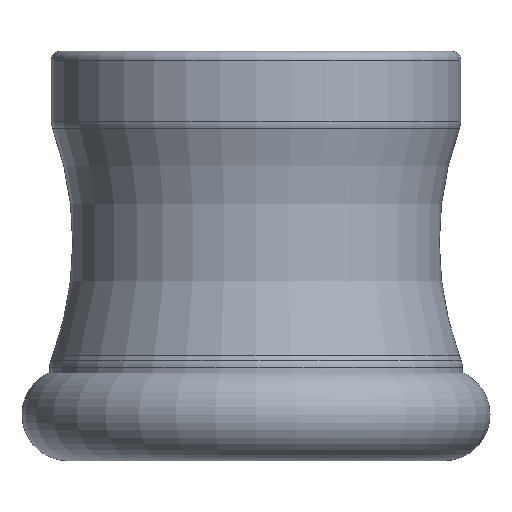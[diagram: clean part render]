
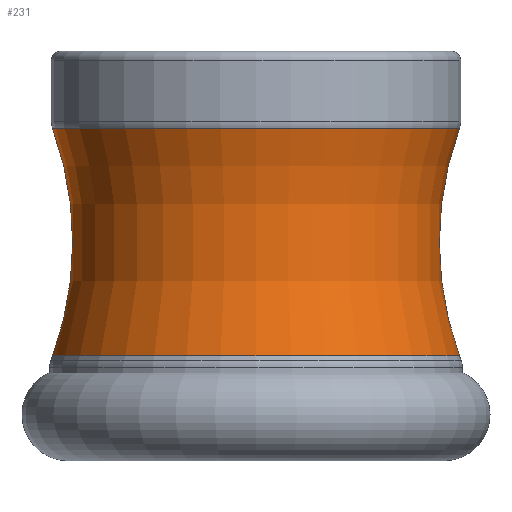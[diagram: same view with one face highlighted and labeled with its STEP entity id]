
A CAD part, front view. The second image highlights one B-rep face of the part: STEP entity #231.
In plain terms, the highlighted toroidal (fillet/blend) face has major radius 55.894 mm and minor radius 35.994 mm.
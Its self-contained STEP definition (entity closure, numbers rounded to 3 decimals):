
#231=ADVANCED_FACE('',(#325),#261,.F.);
#261=TOROIDAL_SURFACE('',#1615,55.894,35.994);
#325=FACE_OUTER_BOUND('',#401,.T.);
#401=EDGE_LOOP('',(#792,#793,#794,#795,#796,#797));
#792=ORIENTED_EDGE('',*,*,#987,.T.);
#793=ORIENTED_EDGE('',*,*,#986,.T.);
#794=ORIENTED_EDGE('',*,*,#995,.T.);
#795=ORIENTED_EDGE('',*,*,#989,.F.);
#796=ORIENTED_EDGE('',*,*,#988,.F.);
#797=ORIENTED_EDGE('',*,*,#982,.T.);
#833=VERTEX_POINT('',#2261);
#834=VERTEX_POINT('',#2262);
#835=VERTEX_POINT('',#2269);
#836=VERTEX_POINT('',#2270);
#837=VERTEX_POINT('',#2273);
#838=VERTEX_POINT('',#2275);
#982=EDGE_CURVE('',#833,#834,#1205,.T.);
#986=EDGE_CURVE('',#835,#836,#1207,.T.);
#987=EDGE_CURVE('',#834,#835,#1208,.T.);
#988=EDGE_CURVE('',#833,#837,#1209,.T.);
#989=EDGE_CURVE('',#837,#838,#1210,.T.);
#995=EDGE_CURVE('',#836,#838,#1214,.T.);
#1205=CIRCLE('',#1441,22.071);
#1207=CIRCLE('',#1445,35.994);
#1208=CIRCLE('',#1446,35.994);
#1209=CIRCLE('',#1447,35.994);
#1210=CIRCLE('',#1448,35.994);
#1214=CIRCLE('',#1454,22.071);
#1441=AXIS2_PLACEMENT_3D('',#2260,#1766,#1767);
#1445=AXIS2_PLACEMENT_3D('',#2268,#1776,#1777);
#1446=AXIS2_PLACEMENT_3D('',#2271,#1778,#1779);
#1447=AXIS2_PLACEMENT_3D('',#2272,#1780,#1781);
#1448=AXIS2_PLACEMENT_3D('',#2274,#1782,#1783);
#1454=AXIS2_PLACEMENT_3D('',#2286,#1796,#1797);
#1615=AXIS2_PLACEMENT_3D('',#2561,#2142,#2143);
#1766=DIRECTION('',(0.,0.,1.));
#1767=DIRECTION('',(-1.,0.,0.));
#1776=DIRECTION('',(0.,1.,0.));
#1777=DIRECTION('',(-0.94,0.,0.342));
#1778=DIRECTION('',(0.,1.,0.));
#1779=DIRECTION('',(-1.,0.,0.));
#1780=DIRECTION('',(0.,-1.,0.));
#1781=DIRECTION('',(1.,0.,0.));
#1782=DIRECTION('',(0.,-1.,0.));
#1783=DIRECTION('',(0.94,0.,0.342));
#1796=DIRECTION('',(0.,0.,-1.));
#1797=DIRECTION('',(1.,0.,0.));
#2142=DIRECTION('',(0.,0.,-1.));
#2143=DIRECTION('',(1.,0.,0.));
#2260=CARTESIAN_POINT('',(0.,0.,-33.045));
#2261=CARTESIAN_POINT('',(-22.071,0.,-33.045));
#2262=CARTESIAN_POINT('',(22.071,0.,-33.045));
#2268=CARTESIAN_POINT('',(55.894,0.,-20.735));
#2269=CARTESIAN_POINT('',(19.9,0.,-20.735));
#2270=CARTESIAN_POINT('',(22.071,0.,-8.424));
#2271=CARTESIAN_POINT('',(55.894,0.,-20.735));
#2272=CARTESIAN_POINT('',(-55.894,0.,-20.735));
#2273=CARTESIAN_POINT('',(-19.9,0.,-20.735));
#2274=CARTESIAN_POINT('',(-55.894,0.,-20.735));
#2275=CARTESIAN_POINT('',(-22.071,0.,-8.424));
#2286=CARTESIAN_POINT('',(0.,0.,-8.424));
#2561=CARTESIAN_POINT('',(0.,0.,-20.735));
